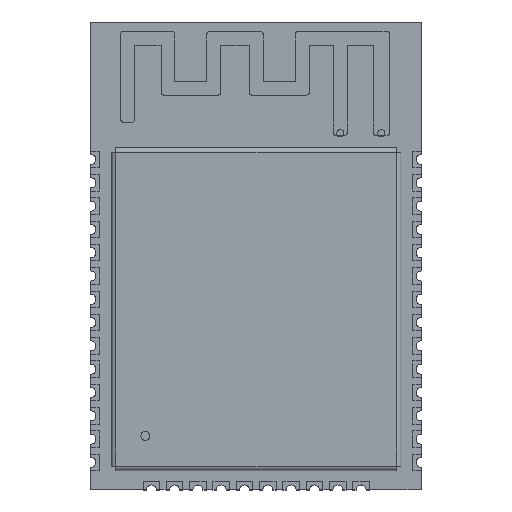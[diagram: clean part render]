
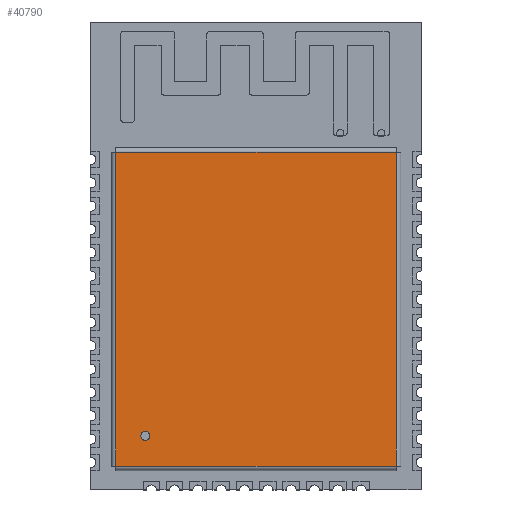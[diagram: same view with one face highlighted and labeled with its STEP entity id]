
A CAD part, top view. The second image highlights one B-rep face of the part: STEP entity #40790.
In plain terms, the highlighted planar face has unit normal (0, 0, 1).
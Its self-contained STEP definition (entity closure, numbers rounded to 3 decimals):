
#775 = EDGE_CURVE ( 'NONE', #52270, #76313, #4550, .T. ) ;
#2229 = CARTESIAN_POINT ( 'NONE',  ( -7.65, -8.8, 2.3 ) ) ;
#3384 = CARTESIAN_POINT ( 'NONE',  ( -7.65, 8.55, 2.3 ) ) ;
#4550 = LINE ( 'NONE', #34421, #26677 ) ;
#5251 = CARTESIAN_POINT ( 'NONE',  ( 7.9, -8.55, 2.3 ) ) ;
#5405 = ORIENTED_EDGE ( 'NONE', *, *, #775, .T. ) ;
#8146 = CARTESIAN_POINT ( 'NONE',  ( -6.03, -6.91, 2.3 ) ) ;
#9506 = VECTOR ( 'NONE', #26576, 1000. ) ;
#9899 = DIRECTION ( 'NONE',  ( 0., 0., 1. ) ) ;
#10159 = ORIENTED_EDGE ( 'NONE', *, *, #73420, .F. ) ;
#11218 = LINE ( 'NONE', #5251, #31134 ) ;
#14874 = DIRECTION ( 'NONE',  ( 0., 0., 1. ) ) ;
#15387 = EDGE_CURVE ( 'NONE', #40435, #52270, #11218, .T. ) ;
#15917 = CIRCLE ( 'NONE', #60515, 0.25 ) ;
#16398 = ORIENTED_EDGE ( 'NONE', *, *, #63223, .F. ) ;
#20620 = CARTESIAN_POINT ( 'NONE',  ( 7.65, 8.55, 2.3 ) ) ;
#21090 = VECTOR ( 'NONE', #75564, 1000. ) ;
#21257 = CARTESIAN_POINT ( 'NONE',  ( 0., 0., 2.3 ) ) ;
#22604 = CARTESIAN_POINT ( 'NONE',  ( -6.03, -6.91, 2.3 ) ) ;
#23564 = DIRECTION ( 'NONE',  ( 1., 0., 0. ) ) ;
#25287 = CARTESIAN_POINT ( 'NONE',  ( -5.78, -6.91, 2.3 ) ) ;
#26576 = DIRECTION ( 'NONE',  ( 0., -1., 0. ) ) ;
#26677 = VECTOR ( 'NONE', #51985, 1000. ) ;
#26785 = EDGE_CURVE ( 'NONE', #76313, #44138, #57998, .T. ) ;
#29575 = VERTEX_POINT ( 'NONE', #41394 ) ;
#31134 = VECTOR ( 'NONE', #23564, 1000. ) ;
#31550 = CIRCLE ( 'NONE', #36627, 0.25 ) ;
#32839 = FACE_BOUND ( 'NONE', #49035, .T. ) ;
#33337 = EDGE_CURVE ( 'NONE', #44138, #40435, #64449, .T. ) ;
#34419 = CARTESIAN_POINT ( 'NONE',  ( -7.9, 8.55, 2.3 ) ) ;
#34421 = CARTESIAN_POINT ( 'NONE',  ( 7.65, 8.8, 2.3 ) ) ;
#36627 = AXIS2_PLACEMENT_3D ( 'NONE', #8146, #14874, #56788 ) ;
#36986 = ORIENTED_EDGE ( 'NONE', *, *, #33337, .T. ) ;
#40435 = VERTEX_POINT ( 'NONE', #56885 ) ;
#40790 = ADVANCED_FACE ( 'NONE', ( #63948, #32839 ), #45163, .T. ) ;
#41394 = CARTESIAN_POINT ( 'NONE',  ( -6.28, -6.91, 2.3 ) ) ;
#44138 = VERTEX_POINT ( 'NONE', #3384 ) ;
#45163 = PLANE ( 'NONE',  #77394 ) ;
#46498 = ORIENTED_EDGE ( 'NONE', *, *, #15387, .T. ) ;
#49035 = EDGE_LOOP ( 'NONE', ( #16398, #10159 ) ) ;
#51985 = DIRECTION ( 'NONE',  ( 0., 1., 0. ) ) ;
#52036 = ORIENTED_EDGE ( 'NONE', *, *, #26785, .T. ) ;
#52270 = VERTEX_POINT ( 'NONE', #77418 ) ;
#56404 = DIRECTION ( 'NONE',  ( 1., 0., 0. ) ) ;
#56788 = DIRECTION ( 'NONE',  ( 1., 0., 0. ) ) ;
#56885 = CARTESIAN_POINT ( 'NONE',  ( -7.65, -8.55, 2.3 ) ) ;
#57998 = LINE ( 'NONE', #34419, #21090 ) ;
#60515 = AXIS2_PLACEMENT_3D ( 'NONE', #22604, #9899, #76879 ) ;
#63223 = EDGE_CURVE ( 'NONE', #75401, #29575, #31550, .T. ) ;
#63948 = FACE_OUTER_BOUND ( 'NONE', #77617, .T. ) ;
#64449 = LINE ( 'NONE', #2229, #9506 ) ;
#69922 = DIRECTION ( 'NONE',  ( 0., 0., 1. ) ) ;
#73420 = EDGE_CURVE ( 'NONE', #29575, #75401, #15917, .T. ) ;
#75401 = VERTEX_POINT ( 'NONE', #25287 ) ;
#75564 = DIRECTION ( 'NONE',  ( -1., 0., 0. ) ) ;
#76313 = VERTEX_POINT ( 'NONE', #20620 ) ;
#76879 = DIRECTION ( 'NONE',  ( 1., 0., 0. ) ) ;
#77394 = AXIS2_PLACEMENT_3D ( 'NONE', #21257, #69922, #56404 ) ;
#77418 = CARTESIAN_POINT ( 'NONE',  ( 7.65, -8.55, 2.3 ) ) ;
#77617 = EDGE_LOOP ( 'NONE', ( #52036, #36986, #46498, #5405 ) ) ;
